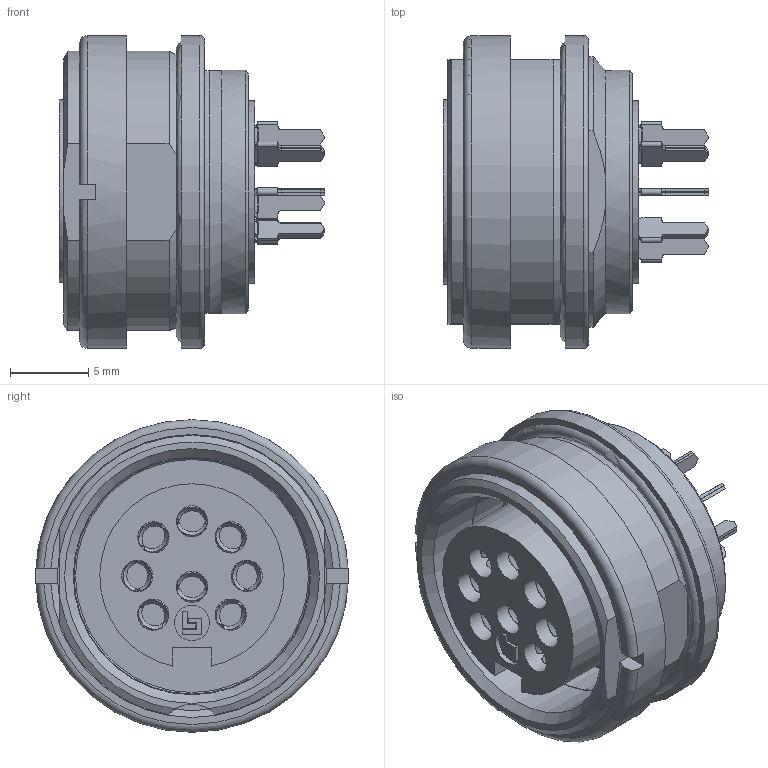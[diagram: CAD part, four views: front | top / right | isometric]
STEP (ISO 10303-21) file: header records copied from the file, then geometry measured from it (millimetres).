
FILE_DESCRIPTION(/* description */ (''),/* implementation_level */ '2;1');
FILE_NAME(/* name */ '09 0174 90 08 001_01.stp',/* time_stamp */ '2014-05-14T10:35:34+02:00',/* author */ (''),/* organization */ (''),/* preprocessor_version */ 'ST-DEVELOPER v14',/* originating_system */ 'SIEMENS PLM Software NX 8.0',/* authorisation */ '');
FILE_SCHEMA (('AP203_CONFIGURATION_CONTROLLED_3D_DESIGN_OF_MECHANICAL_PARTS_AND_ASSEMBLIES_MIM_LF { 1 0 10303 403 2 1 2}'));
Length unit declared in the file: millimetre
Products named in the file (1): cerl0BE4B6F0jvjs
Bounding box: 17 x 20 x 20 mm (x, y, z)
Volume: 2480.9 mm3; surface area: 2884 mm2
Topology: 1 solids, 6 shells, 684 faces, 1888 edges, 1213 vertices
Faces by surface type: plane 341, cylinder 209, bspline 64, cone 46, sphere 16, torus 8
Full cylindrical faces by diameter (mm): 1.67 x1, 2 x8, 2.25 x1, 11.7 x1, 13.85 x1, 14.9 x1, 15.1 x1, 15.188 x1, 15.6 x1, 18.1 x1, 20 x2
Entity records: 24614 total; most frequent: CARTESIAN_POINT 8245, ORIENTED_EDGE 3662, DIRECTION 2993, EDGE_CURVE 1831, VERTEX_POINT 1198, AXIS2_PLACEMENT_3D 1039, LINE 915, VECTOR 915
